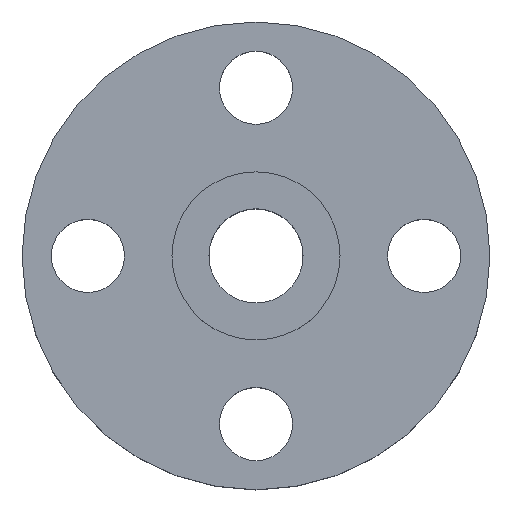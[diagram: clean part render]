
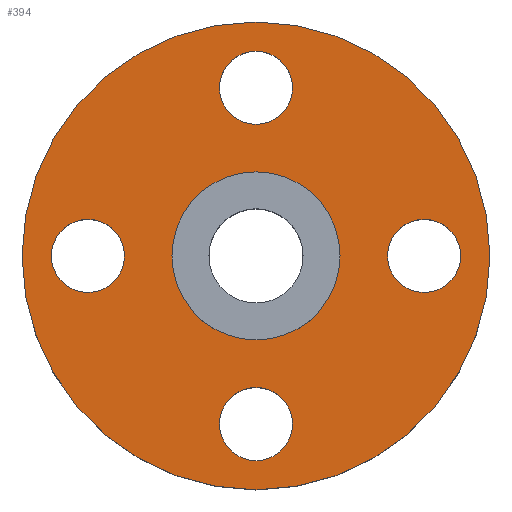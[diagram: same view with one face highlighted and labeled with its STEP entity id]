
A CAD part, top view. The second image highlights one B-rep face of the part: STEP entity #394.
In plain terms, the highlighted planar face has unit normal (0, 0, 1).
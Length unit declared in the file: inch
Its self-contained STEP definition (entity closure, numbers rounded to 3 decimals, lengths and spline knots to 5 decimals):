
#16 = FACE_BOUND ( 'NONE', #483, .T. ) ;
#33 = CIRCLE ( 'NONE', #418, 0.625 ) ;
#42 = CARTESIAN_POINT ( 'NONE',  ( -2.25, 0., -0.25 ) ) ;
#47 = DIRECTION ( 'NONE',  ( 1., 0., 0. ) ) ;
#74 = DIRECTION ( 'NONE',  ( -1., 0., 0. ) ) ;
#84 = EDGE_CURVE ( 'NONE', #295, #613, #445, .T. ) ;
#85 = DIRECTION ( 'NONE',  ( 0., 0., 1. ) ) ;
#93 = EDGE_LOOP ( 'NONE', ( #172, #479 ) ) ;
#98 = DIRECTION ( 'NONE',  ( 0., 0., 1. ) ) ;
#101 = DIRECTION ( 'NONE',  ( 0., 1., 0. ) ) ;
#105 = CARTESIAN_POINT ( 'NONE',  ( 1.4375, 0., -0.25 ) ) ;
#110 = DIRECTION ( 'NONE',  ( 1., 0., 0. ) ) ;
#122 = CIRCLE ( 'NONE', #463, 4. ) ;
#132 = DIRECTION ( 'NONE',  ( 0., 0., 1. ) ) ;
#138 = CIRCLE ( 'NONE', #752, 0.625 ) ;
#147 = AXIS2_PLACEMENT_3D ( 'NONE', #713, #860, #110 ) ;
#160 = CIRCLE ( 'NONE', #603, 1.4375 ) ;
#170 = CARTESIAN_POINT ( 'NONE',  ( 0., 0., -0.25 ) ) ;
#171 = DIRECTION ( 'NONE',  ( 0., 0., 1. ) ) ;
#172 = ORIENTED_EDGE ( 'NONE', *, *, #707, .F. ) ;
#202 = VERTEX_POINT ( 'NONE', #840 ) ;
#209 = VERTEX_POINT ( 'NONE', #105 ) ;
#211 = DIRECTION ( 'NONE',  ( 0., 0., 1. ) ) ;
#217 = DIRECTION ( 'NONE',  ( 1., 0., 0. ) ) ;
#218 = ORIENTED_EDGE ( 'NONE', *, *, #788, .F. ) ;
#225 = DIRECTION ( 'NONE',  ( 0., 0., 1. ) ) ;
#262 = CIRCLE ( 'NONE', #371, 0.625 ) ;
#265 = EDGE_CURVE ( 'NONE', #851, #533, #262, .T. ) ;
#267 = DIRECTION ( 'NONE',  ( 0., 0., 1. ) ) ;
#270 = FACE_BOUND ( 'NONE', #485, .T. ) ;
#283 = VERTEX_POINT ( 'NONE', #452 ) ;
#284 = DIRECTION ( 'NONE',  ( 1., 0., 0. ) ) ;
#287 = AXIS2_PLACEMENT_3D ( 'NONE', #296, #85, #700 ) ;
#289 = EDGE_CURVE ( 'NONE', #209, #460, #160, .T. ) ;
#294 = CARTESIAN_POINT ( 'NONE',  ( -3.5, 0., -0.25 ) ) ;
#295 = VERTEX_POINT ( 'NONE', #780 ) ;
#296 = CARTESIAN_POINT ( 'NONE',  ( 0., 2.875, -0.25 ) ) ;
#305 = CIRCLE ( 'NONE', #408, 0.625 ) ;
#313 = CARTESIAN_POINT ( 'NONE',  ( 2.875, 0., -0.25 ) ) ;
#324 = DIRECTION ( 'NONE',  ( 1., 0., 0. ) ) ;
#329 = EDGE_CURVE ( 'NONE', #413, #202, #531, .T. ) ;
#337 = DIRECTION ( 'NONE',  ( 0., 1., 0. ) ) ;
#347 = VERTEX_POINT ( 'NONE', #42 ) ;
#350 = CARTESIAN_POINT ( 'NONE',  ( 0., -2.875, -0.25 ) ) ;
#353 = CARTESIAN_POINT ( 'NONE',  ( -0.625, -2.875, -0.25 ) ) ;
#354 = EDGE_CURVE ( 'NONE', #506, #283, #305, .T. ) ;
#359 = AXIS2_PLACEMENT_3D ( 'NONE', #693, #98, #769 ) ;
#371 = AXIS2_PLACEMENT_3D ( 'NONE', #313, #374, #582 ) ;
#374 = DIRECTION ( 'NONE',  ( 0., 0., 1. ) ) ;
#375 = EDGE_CURVE ( 'NONE', #613, #295, #33, .T. ) ;
#376 = CARTESIAN_POINT ( 'NONE',  ( 0.625, 2.875, -0.25 ) ) ;
#393 = FACE_OUTER_BOUND ( 'NONE', #748, .T. ) ;
#394 = ADVANCED_FACE ( 'NONE', ( #492, #16, #598, #754, #270, #393 ), #541, .F. ) ;
#403 = ORIENTED_EDGE ( 'NONE', *, *, #289, .F. ) ;
#408 = AXIS2_PLACEMENT_3D ( 'NONE', #350, #267, #337 ) ;
#413 = VERTEX_POINT ( 'NONE', #677 ) ;
#418 = AXIS2_PLACEMENT_3D ( 'NONE', #689, #211, #461 ) ;
#439 = ORIENTED_EDGE ( 'NONE', *, *, #375, .F. ) ;
#443 = DIRECTION ( 'NONE',  ( 0., 0., 1. ) ) ;
#445 = CIRCLE ( 'NONE', #287, 0.625 ) ;
#446 = ORIENTED_EDGE ( 'NONE', *, *, #265, .F. ) ;
#448 = CARTESIAN_POINT ( 'NONE',  ( 0., 0., -0.25 ) ) ;
#452 = CARTESIAN_POINT ( 'NONE',  ( 0.625, -2.875, -0.25 ) ) ;
#453 = DIRECTION ( 'NONE',  ( 0., 0., 1. ) ) ;
#457 = CARTESIAN_POINT ( 'NONE',  ( -2.875, 0., -0.25 ) ) ;
#459 = EDGE_CURVE ( 'NONE', #581, #347, #532, .T. ) ;
#460 = VERTEX_POINT ( 'NONE', #551 ) ;
#461 = DIRECTION ( 'NONE',  ( 0., -1., 0. ) ) ;
#463 = AXIS2_PLACEMENT_3D ( 'NONE', #170, #708, #499 ) ;
#479 = ORIENTED_EDGE ( 'NONE', *, *, #459, .F. ) ;
#482 = CIRCLE ( 'NONE', #801, 0.625 ) ;
#483 = EDGE_LOOP ( 'NONE', ( #446, #666 ) ) ;
#485 = EDGE_LOOP ( 'NONE', ( #403, #810 ) ) ;
#492 = FACE_BOUND ( 'NONE', #539, .T. ) ;
#499 = DIRECTION ( 'NONE',  ( 1., 0., 0. ) ) ;
#503 = AXIS2_PLACEMENT_3D ( 'NONE', #830, #225, #217 ) ;
#505 = CARTESIAN_POINT ( 'NONE',  ( 3.5, 0., -0.25 ) ) ;
#506 = VERTEX_POINT ( 'NONE', #353 ) ;
#521 = ORIENTED_EDGE ( 'NONE', *, *, #329, .T. ) ;
#530 = CARTESIAN_POINT ( 'NONE',  ( 0., 1.4375, -0.25 ) ) ;
#531 = CIRCLE ( 'NONE', #147, 4. ) ;
#532 = CIRCLE ( 'NONE', #555, 0.625 ) ;
#533 = VERTEX_POINT ( 'NONE', #629 ) ;
#539 = EDGE_LOOP ( 'NONE', ( #439, #617 ) ) ;
#541 = PLANE ( 'NONE',  #799 ) ;
#551 = CARTESIAN_POINT ( 'NONE',  ( -1.4375, 0., -0.25 ) ) ;
#555 = AXIS2_PLACEMENT_3D ( 'NONE', #664, #132, #284 ) ;
#581 = VERTEX_POINT ( 'NONE', #294 ) ;
#582 = DIRECTION ( 'NONE',  ( -1., 0., 0. ) ) ;
#587 = CIRCLE ( 'NONE', #503, 1.4375 ) ;
#598 = FACE_BOUND ( 'NONE', #759, .T. ) ;
#603 = AXIS2_PLACEMENT_3D ( 'NONE', #448, #443, #324 ) ;
#609 = EDGE_CURVE ( 'NONE', #202, #413, #122, .T. ) ;
#610 = EDGE_CURVE ( 'NONE', #460, #209, #587, .T. ) ;
#613 = VERTEX_POINT ( 'NONE', #376 ) ;
#617 = ORIENTED_EDGE ( 'NONE', *, *, #84, .F. ) ;
#624 = ORIENTED_EDGE ( 'NONE', *, *, #609, .T. ) ;
#629 = CARTESIAN_POINT ( 'NONE',  ( 2.25, 0., -0.25 ) ) ;
#664 = CARTESIAN_POINT ( 'NONE',  ( -2.875, 0., -0.25 ) ) ;
#666 = ORIENTED_EDGE ( 'NONE', *, *, #768, .F. ) ;
#677 = CARTESIAN_POINT ( 'NONE',  ( 4., 0., -0.25 ) ) ;
#689 = CARTESIAN_POINT ( 'NONE',  ( 0., 2.875, -0.25 ) ) ;
#693 = CARTESIAN_POINT ( 'NONE',  ( 2.875, 0., -0.25 ) ) ;
#698 = CIRCLE ( 'NONE', #359, 0.625 ) ;
#700 = DIRECTION ( 'NONE',  ( 0., -1., 0. ) ) ;
#707 = EDGE_CURVE ( 'NONE', #347, #581, #138, .T. ) ;
#708 = DIRECTION ( 'NONE',  ( 0., 0., 1. ) ) ;
#713 = CARTESIAN_POINT ( 'NONE',  ( 0., 0., -0.25 ) ) ;
#728 = DIRECTION ( 'NONE',  ( 0., 0., -1. ) ) ;
#746 = ORIENTED_EDGE ( 'NONE', *, *, #354, .F. ) ;
#748 = EDGE_LOOP ( 'NONE', ( #521, #624 ) ) ;
#752 = AXIS2_PLACEMENT_3D ( 'NONE', #457, #453, #47 ) ;
#754 = FACE_BOUND ( 'NONE', #93, .T. ) ;
#759 = EDGE_LOOP ( 'NONE', ( #218, #746 ) ) ;
#768 = EDGE_CURVE ( 'NONE', #533, #851, #698, .T. ) ;
#769 = DIRECTION ( 'NONE',  ( -1., 0., 0. ) ) ;
#777 = CARTESIAN_POINT ( 'NONE',  ( 0., -2.875, -0.25 ) ) ;
#780 = CARTESIAN_POINT ( 'NONE',  ( -0.625, 2.875, -0.25 ) ) ;
#788 = EDGE_CURVE ( 'NONE', #283, #506, #482, .T. ) ;
#799 = AXIS2_PLACEMENT_3D ( 'NONE', #530, #728, #74 ) ;
#801 = AXIS2_PLACEMENT_3D ( 'NONE', #777, #171, #101 ) ;
#810 = ORIENTED_EDGE ( 'NONE', *, *, #610, .F. ) ;
#830 = CARTESIAN_POINT ( 'NONE',  ( 0., 0., -0.25 ) ) ;
#840 = CARTESIAN_POINT ( 'NONE',  ( -4., 0., -0.25 ) ) ;
#851 = VERTEX_POINT ( 'NONE', #505 ) ;
#860 = DIRECTION ( 'NONE',  ( 0., 0., 1. ) ) ;
